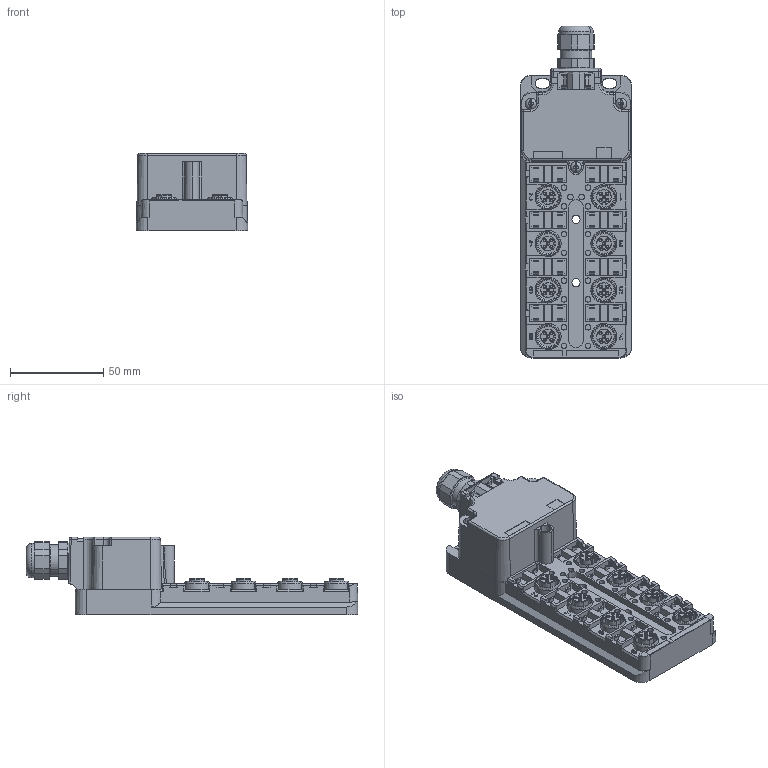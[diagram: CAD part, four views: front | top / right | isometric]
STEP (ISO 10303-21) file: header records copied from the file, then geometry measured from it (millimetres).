
FILE_DESCRIPTION(('CATIA V5 STEP Exchange','CAx-IF Rec.Pracs.--- Model Styling and Organization---1.4--- 2014-01-23'),'2;1');
FILE_NAME ('025703-2_1_1892080005_1892080005.stp','2020-01-13T14:03:00+00:00',('none'),('Weidmueller'),'CATIA Version 5-6 Release 2016 SP3 HF44','CATIA V5 STEP AP214','none');
FILE_SCHEMA(('AUTOMOTIVE_DESIGN { 1 0 10303 214 1 1 1 1 }'));
Products named in the file (1): 1892080005
Bounding box: 60 x 178.33 x 41.5 mm (x, y, z)
Volume: 163770 mm3; surface area: 88792.5 mm2
Topology: 35 solids, 36 shells, 3906 faces, 10024 edges, 6459 vertices
Faces by surface type: plane 2134, cylinder 1188, cone 432, torus 134, sphere 18
Entity records: 110396 total; most frequent: CARTESIAN_POINT 22183, ORIENTED_EDGE 20008, DIRECTION 14504, EDGE_CURVE 10004, VERTEX_POINT 6459, VECTOR 6051, LINE 6051, AXIS2_PLACEMENT_3D 5783
